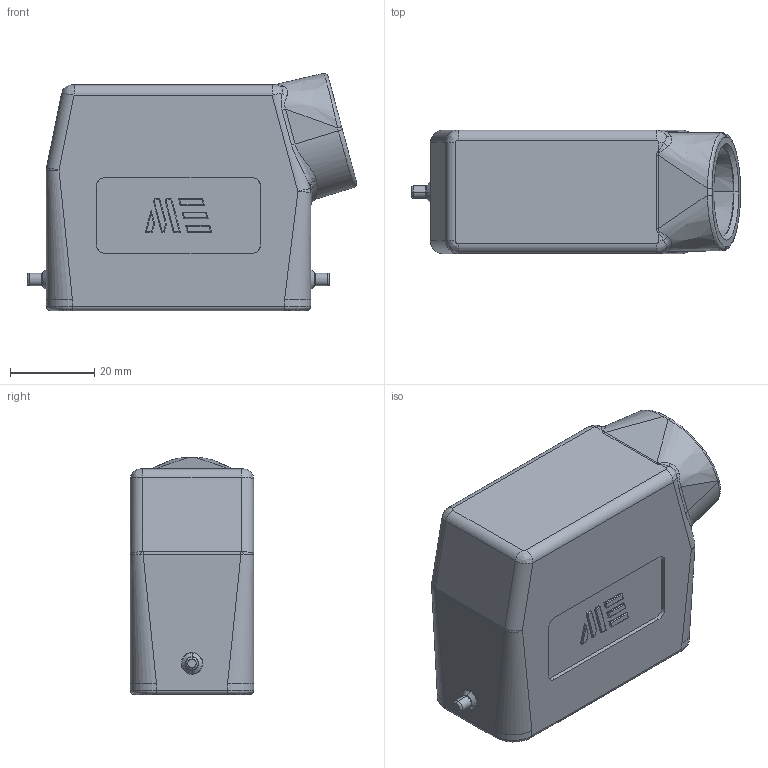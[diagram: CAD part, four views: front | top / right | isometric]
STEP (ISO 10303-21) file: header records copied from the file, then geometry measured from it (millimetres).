
FILE_DESCRIPTION (( 'STEP AP203' ), '1' );
FILE_NAME ('2935323005.step', '2025-02-12T17:56:26', ( '' ), ( '' ), 'SwSTEP 2.0', 'SolidWorks 2024', '' );
FILE_SCHEMA (( 'CONFIG_CONTROL_DESIGN' ));
Length unit declared in the file: inch
Products named in the file (1): 2935323005
Bounding box: 78.23 x 29.3 x 56.35 mm (x, y, z)
Volume: 34255.3 mm3; surface area: 22183.2 mm2
Topology: 1 solids, 1 shells, 316 faces, 734 edges, 438 vertices
Faces by surface type: plane 119, cylinder 101, bspline 64, cone 32
Entity records: 10891 total; most frequent: CARTESIAN_POINT 4197, ORIENTED_EDGE 1460, DIRECTION 1252, EDGE_CURVE 730, VERTEX_POINT 438, VECTOR 418, LINE 418, AXIS2_PLACEMENT_3D 417
